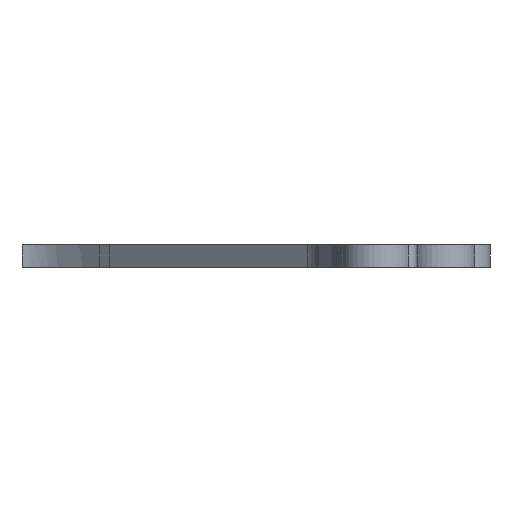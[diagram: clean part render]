
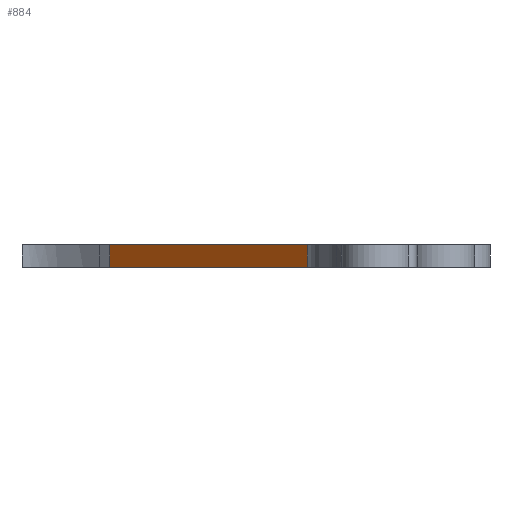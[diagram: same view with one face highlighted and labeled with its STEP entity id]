
A CAD part, left-side view. The second image highlights one B-rep face of the part: STEP entity #884.
In plain terms, the highlighted planar face has unit normal (-0.734, 0.679, 0).
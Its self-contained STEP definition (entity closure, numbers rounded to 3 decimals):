
#41=PLANE('',#950);
#84=FACE_OUTER_BOUND('',#134,.T.);
#134=EDGE_LOOP('',(#601,#602,#603,#604));
#203=LINE('',#1396,#259);
#206=LINE('',#1490,#262);
#207=LINE('',#1492,#263);
#208=LINE('',#1493,#264);
#259=VECTOR('',#1055,10.);
#262=VECTOR('',#1060,10.);
#263=VECTOR('',#1061,10.);
#264=VECTOR('',#1062,10.);
#371=VERTEX_POINT('',#1326);
#374=VERTEX_POINT('',#1385);
#379=VERTEX_POINT('',#1489);
#380=VERTEX_POINT('',#1491);
#463=EDGE_CURVE('',#374,#371,#203,.T.);
#468=EDGE_CURVE('',#379,#374,#206,.T.);
#469=EDGE_CURVE('',#380,#379,#207,.T.);
#470=EDGE_CURVE('',#371,#380,#208,.T.);
#601=ORIENTED_EDGE('',*,*,#463,.F.);
#602=ORIENTED_EDGE('',*,*,#468,.F.);
#603=ORIENTED_EDGE('',*,*,#469,.F.);
#604=ORIENTED_EDGE('',*,*,#470,.F.);
#884=ADVANCED_FACE('',(#84),#41,.T.);
#950=AXIS2_PLACEMENT_3D('',#1488,#1058,#1059);
#1055=DIRECTION('',(0.,0.,1.));
#1058=DIRECTION('center_axis',(-0.734,0.679,0.));
#1059=DIRECTION('ref_axis',(-0.679,-0.734,0.));
#1060=DIRECTION('',(0.679,0.734,0.));
#1061=DIRECTION('',(0.,0.,-1.));
#1062=DIRECTION('',(-0.679,-0.734,0.));
#1326=CARTESIAN_POINT('',(-24.496,-15.303,4.));
#1385=CARTESIAN_POINT('',(-24.496,-15.303,0.));
#1396=CARTESIAN_POINT('',(-24.496,-15.303,0.));
#1488=CARTESIAN_POINT('Origin',(-10.347,0.,
0.));
#1489=CARTESIAN_POINT('',(-56.289,-49.691,0.));
#1490=CARTESIAN_POINT('',(-67.828,-62.172,0.));
#1491=CARTESIAN_POINT('',(-56.289,-49.691,4.));
#1492=CARTESIAN_POINT('',(-56.289,-49.691,4.));
#1493=CARTESIAN_POINT('',(-67.828,-62.172,4.));
